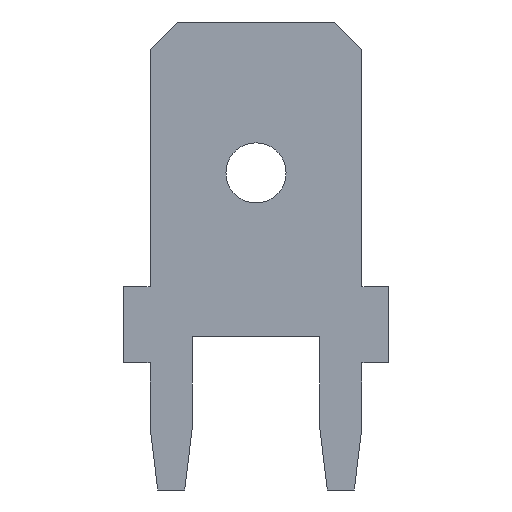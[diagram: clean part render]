
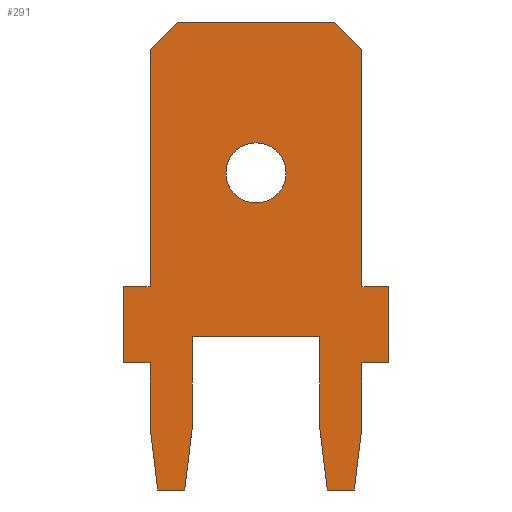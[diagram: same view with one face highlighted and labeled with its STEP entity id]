
A CAD part, front view. The second image highlights one B-rep face of the part: STEP entity #291.
In plain terms, the highlighted planar face has unit normal (0, -1, 0).
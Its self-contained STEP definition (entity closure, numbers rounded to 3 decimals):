
#24 = VERTEX_POINT('',#25);
#25 = CARTESIAN_POINT('',(4.445,-0.405,-1.905));
#31 = EDGE_CURVE('',#24,#32,#34,.T.);
#32 = VERTEX_POINT('',#33);
#33 = CARTESIAN_POINT('',(4.675,-0.405,-3.81));
#34 = LINE('',#35,#36);
#35 = CARTESIAN_POINT('',(4.445,-0.405,-1.905));
#36 = VECTOR('',#37,1.);
#37 = DIRECTION('',(0.12,0.,-0.993));
#62 = EDGE_CURVE('',#24,#63,#65,.T.);
#63 = VERTEX_POINT('',#64);
#64 = CARTESIAN_POINT('',(4.445,-0.405,0.787));
#65 = LINE('',#66,#67);
#66 = CARTESIAN_POINT('',(4.445,-0.405,-1.905));
#67 = VECTOR('',#68,1.);
#68 = DIRECTION('',(0.,0.,1.));
#93 = EDGE_CURVE('',#32,#94,#96,.T.);
#94 = VERTEX_POINT('',#95);
#95 = CARTESIAN_POINT('',(5.485,-0.405,-3.81));
#96 = LINE('',#97,#98);
#97 = CARTESIAN_POINT('',(4.675,-0.405,-3.81));
#98 = VECTOR('',#99,1.);
#99 = DIRECTION('',(1.,0.,0.));
#291 = ADVANCED_FACE('',(#292,#447),#458,.T.);
#292 = FACE_BOUND('',#293,.T.);
#293 = EDGE_LOOP('',(#294,#295,#296,#304,#312,#320,#328,#336,#344,#352,
    #360,#368,#376,#384,#392,#400,#408,#416,#424,#432,#440,#446));
#294 = ORIENTED_EDGE('',*,*,#31,.T.);
#295 = ORIENTED_EDGE('',*,*,#93,.T.);
#296 = ORIENTED_EDGE('',*,*,#297,.T.);
#297 = EDGE_CURVE('',#94,#298,#300,.T.);
#298 = VERTEX_POINT('',#299);
#299 = CARTESIAN_POINT('',(5.715,-0.405,-1.905));
#300 = LINE('',#301,#302);
#301 = CARTESIAN_POINT('',(5.485,-0.405,-3.81));
#302 = VECTOR('',#303,1.);
#303 = DIRECTION('',(0.12,0.,0.993));
#304 = ORIENTED_EDGE('',*,*,#305,.T.);
#305 = EDGE_CURVE('',#298,#306,#308,.T.);
#306 = VERTEX_POINT('',#307);
#307 = CARTESIAN_POINT('',(5.715,-0.405,0.));
#308 = LINE('',#309,#310);
#309 = CARTESIAN_POINT('',(5.715,-0.405,-1.905));
#310 = VECTOR('',#311,1.);
#311 = DIRECTION('',(0.,0.,1.));
#312 = ORIENTED_EDGE('',*,*,#313,.T.);
#313 = EDGE_CURVE('',#306,#314,#316,.T.);
#314 = VERTEX_POINT('',#315);
#315 = CARTESIAN_POINT('',(6.502,-0.405,0.));
#316 = LINE('',#317,#318);
#317 = CARTESIAN_POINT('',(5.715,-0.405,0.));
#318 = VECTOR('',#319,1.);
#319 = DIRECTION('',(1.,0.,0.));
#320 = ORIENTED_EDGE('',*,*,#321,.T.);
#321 = EDGE_CURVE('',#314,#322,#324,.T.);
#322 = VERTEX_POINT('',#323);
#323 = CARTESIAN_POINT('',(6.502,-0.405,2.286));
#324 = LINE('',#325,#326);
#325 = CARTESIAN_POINT('',(6.502,-0.405,0.));
#326 = VECTOR('',#327,1.);
#327 = DIRECTION('',(0.,0.,1.));
#328 = ORIENTED_EDGE('',*,*,#329,.T.);
#329 = EDGE_CURVE('',#322,#330,#332,.T.);
#330 = VERTEX_POINT('',#331);
#331 = CARTESIAN_POINT('',(5.715,-0.405,2.286));
#332 = LINE('',#333,#334);
#333 = CARTESIAN_POINT('',(6.502,-0.405,2.286));
#334 = VECTOR('',#335,1.);
#335 = DIRECTION('',(-1.,0.,0.));
#336 = ORIENTED_EDGE('',*,*,#337,.T.);
#337 = EDGE_CURVE('',#330,#338,#340,.T.);
#338 = VERTEX_POINT('',#339);
#339 = CARTESIAN_POINT('',(5.715,-0.405,9.401));
#340 = LINE('',#341,#342);
#341 = CARTESIAN_POINT('',(5.715,-0.405,2.286));
#342 = VECTOR('',#343,1.);
#343 = DIRECTION('',(0.,0.,1.));
#344 = ORIENTED_EDGE('',*,*,#345,.T.);
#345 = EDGE_CURVE('',#338,#346,#348,.T.);
#346 = VERTEX_POINT('',#347);
#347 = CARTESIAN_POINT('',(4.905,-0.405,10.211));
#348 = LINE('',#349,#350);
#349 = CARTESIAN_POINT('',(5.715,-0.405,9.401));
#350 = VECTOR('',#351,1.);
#351 = DIRECTION('',(-0.707,0.,0.707));
#352 = ORIENTED_EDGE('',*,*,#353,.T.);
#353 = EDGE_CURVE('',#346,#354,#356,.T.);
#354 = VERTEX_POINT('',#355);
#355 = CARTESIAN_POINT('',(0.175,-0.405,10.211));
#356 = LINE('',#357,#358);
#357 = CARTESIAN_POINT('',(4.905,-0.405,10.211));
#358 = VECTOR('',#359,1.);
#359 = DIRECTION('',(-1.,0.,0.));
#360 = ORIENTED_EDGE('',*,*,#361,.T.);
#361 = EDGE_CURVE('',#354,#362,#364,.T.);
#362 = VERTEX_POINT('',#363);
#363 = CARTESIAN_POINT('',(-0.635,-0.405,9.401));
#364 = LINE('',#365,#366);
#365 = CARTESIAN_POINT('',(0.175,-0.405,10.211));
#366 = VECTOR('',#367,1.);
#367 = DIRECTION('',(-0.707,0.,-0.707));
#368 = ORIENTED_EDGE('',*,*,#369,.T.);
#369 = EDGE_CURVE('',#362,#370,#372,.T.);
#370 = VERTEX_POINT('',#371);
#371 = CARTESIAN_POINT('',(-0.635,-0.405,2.286));
#372 = LINE('',#373,#374);
#373 = CARTESIAN_POINT('',(-0.635,-0.405,9.401));
#374 = VECTOR('',#375,1.);
#375 = DIRECTION('',(0.,0.,-1.));
#376 = ORIENTED_EDGE('',*,*,#377,.T.);
#377 = EDGE_CURVE('',#370,#378,#380,.T.);
#378 = VERTEX_POINT('',#379);
#379 = CARTESIAN_POINT('',(-1.422,-0.405,2.286));
#380 = LINE('',#381,#382);
#381 = CARTESIAN_POINT('',(-0.635,-0.405,2.286));
#382 = VECTOR('',#383,1.);
#383 = DIRECTION('',(-1.,0.,0.));
#384 = ORIENTED_EDGE('',*,*,#385,.T.);
#385 = EDGE_CURVE('',#378,#386,#388,.T.);
#386 = VERTEX_POINT('',#387);
#387 = CARTESIAN_POINT('',(-1.422,-0.405,0.));
#388 = LINE('',#389,#390);
#389 = CARTESIAN_POINT('',(-1.422,-0.405,2.286));
#390 = VECTOR('',#391,1.);
#391 = DIRECTION('',(0.,0.,-1.));
#392 = ORIENTED_EDGE('',*,*,#393,.T.);
#393 = EDGE_CURVE('',#386,#394,#396,.T.);
#394 = VERTEX_POINT('',#395);
#395 = CARTESIAN_POINT('',(-0.635,-0.405,0.));
#396 = LINE('',#397,#398);
#397 = CARTESIAN_POINT('',(-1.422,-0.405,0.));
#398 = VECTOR('',#399,1.);
#399 = DIRECTION('',(1.,0.,0.));
#400 = ORIENTED_EDGE('',*,*,#401,.F.);
#401 = EDGE_CURVE('',#402,#394,#404,.T.);
#402 = VERTEX_POINT('',#403);
#403 = CARTESIAN_POINT('',(-0.635,-0.405,-1.905));
#404 = LINE('',#405,#406);
#405 = CARTESIAN_POINT('',(-0.635,-0.405,-1.905));
#406 = VECTOR('',#407,1.);
#407 = DIRECTION('',(0.,0.,1.));
#408 = ORIENTED_EDGE('',*,*,#409,.T.);
#409 = EDGE_CURVE('',#402,#410,#412,.T.);
#410 = VERTEX_POINT('',#411);
#411 = CARTESIAN_POINT('',(-0.405,-0.405,-3.81));
#412 = LINE('',#413,#414);
#413 = CARTESIAN_POINT('',(-0.635,-0.405,-1.905));
#414 = VECTOR('',#415,1.);
#415 = DIRECTION('',(0.12,0.,-0.993));
#416 = ORIENTED_EDGE('',*,*,#417,.T.);
#417 = EDGE_CURVE('',#410,#418,#420,.T.);
#418 = VERTEX_POINT('',#419);
#419 = CARTESIAN_POINT('',(0.405,-0.405,-3.81));
#420 = LINE('',#421,#422);
#421 = CARTESIAN_POINT('',(-0.405,-0.405,-3.81));
#422 = VECTOR('',#423,1.);
#423 = DIRECTION('',(1.,0.,0.));
#424 = ORIENTED_EDGE('',*,*,#425,.T.);
#425 = EDGE_CURVE('',#418,#426,#428,.T.);
#426 = VERTEX_POINT('',#427);
#427 = CARTESIAN_POINT('',(0.635,-0.405,-1.905));
#428 = LINE('',#429,#430);
#429 = CARTESIAN_POINT('',(0.405,-0.405,-3.81));
#430 = VECTOR('',#431,1.);
#431 = DIRECTION('',(0.12,0.,0.993));
#432 = ORIENTED_EDGE('',*,*,#433,.T.);
#433 = EDGE_CURVE('',#426,#434,#436,.T.);
#434 = VERTEX_POINT('',#435);
#435 = CARTESIAN_POINT('',(0.635,-0.405,0.787));
#436 = LINE('',#437,#438);
#437 = CARTESIAN_POINT('',(0.635,-0.405,-1.905));
#438 = VECTOR('',#439,1.);
#439 = DIRECTION('',(0.,0.,1.));
#440 = ORIENTED_EDGE('',*,*,#441,.T.);
#441 = EDGE_CURVE('',#434,#63,#442,.T.);
#442 = LINE('',#443,#444);
#443 = CARTESIAN_POINT('',(0.635,-0.405,0.787));
#444 = VECTOR('',#445,1.);
#445 = DIRECTION('',(1.,0.,0.));
#446 = ORIENTED_EDGE('',*,*,#62,.F.);
#447 = FACE_BOUND('',#448,.T.);
#448 = EDGE_LOOP('',(#449));
#449 = ORIENTED_EDGE('',*,*,#450,.F.);
#450 = EDGE_CURVE('',#451,#451,#453,.T.);
#451 = VERTEX_POINT('',#452);
#452 = CARTESIAN_POINT('',(3.44,-0.405,5.69));
#453 = CIRCLE('',#454,0.9);
#454 = AXIS2_PLACEMENT_3D('',#455,#456,#457);
#455 = CARTESIAN_POINT('',(2.54,-0.405,5.69));
#456 = DIRECTION('',(0.,-1.,0.));
#457 = DIRECTION('',(1.,0.,0.));
#458 = PLANE('',#459);
#459 = AXIS2_PLACEMENT_3D('',#460,#461,#462);
#460 = CARTESIAN_POINT('',(2.54,-0.405,2.555));
#461 = DIRECTION('',(0.,-1.,0.));
#462 = DIRECTION('',(0.,0.,-1.));
